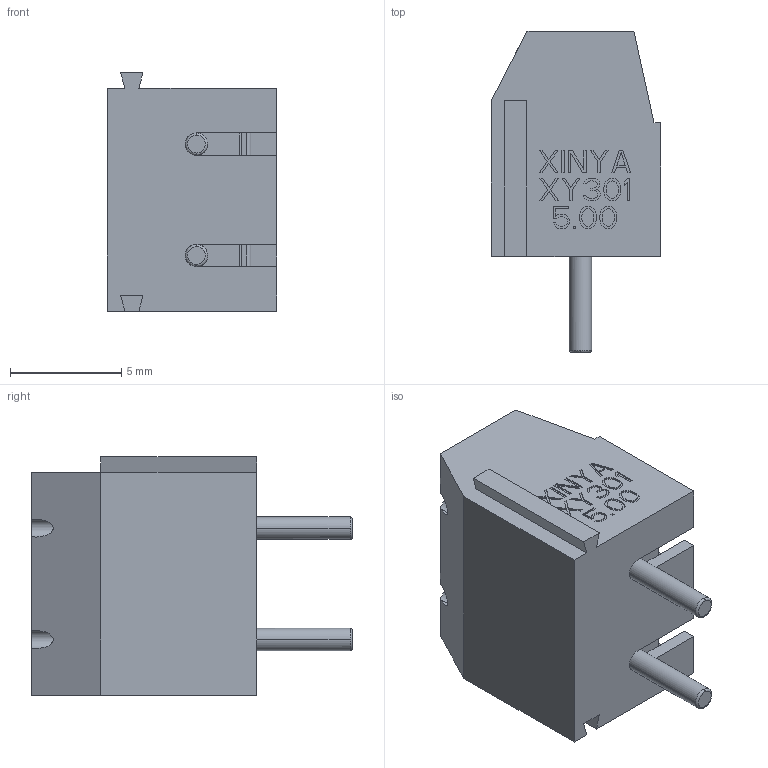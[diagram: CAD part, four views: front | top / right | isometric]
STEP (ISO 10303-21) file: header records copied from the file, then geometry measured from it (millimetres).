
FILE_DESCRIPTION (( 'STEP AP214' ), '1' );
FILE_NAME ('User Library-xy301a_5.STEP', '2022-04-28T13:03:31', ( '' ), ( '' ), 'SwSTEP 2.0', 'SolidWorks 2021', '' );
FILE_SCHEMA (( 'AUTOMOTIVE_DESIGN' ));
Length unit declared in the file: millimetre
Products named in the file (4): User Library-xy301a_5; XY301A_5_KORPUS; XY301A_5_CONTACT_1; XY301A_5_CONTACT
Assembly tree (3 placements, depth 2):
  User Library-xy301a_5
    XY301A_5_CONTACT
    XY301A_5_CONTACT_1
    XY301A_5_KORPUS
Bounding box: 7.6 x 14.4 x 10.7 mm (x, y, z)
Volume: 575.4 mm3; surface area: 1197.2 mm2
Topology: 3 solids, 3 shells, 515 faces, 1392 edges, 900 vertices
Faces by surface type: plane 395, cylinder 72, bspline 48
Entity records: 17788 total; most frequent: CARTESIAN_POINT 4215, ORIENTED_EDGE 2776, DIRECTION 2406, EDGE_CURVE 1388, VECTOR 1164, LINE 1164, VERTEX_POINT 900, AXIS2_PLACEMENT_3D 621
